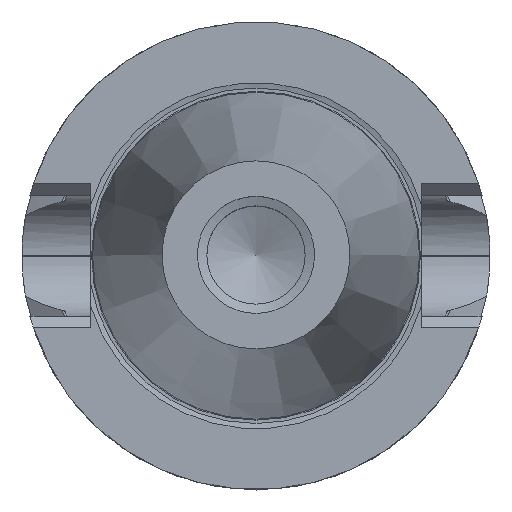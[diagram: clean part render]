
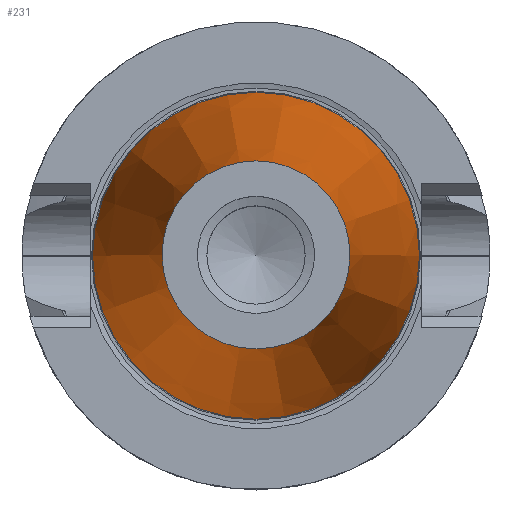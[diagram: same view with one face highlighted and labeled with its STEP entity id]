
A CAD part, top view. The second image highlights one B-rep face of the part: STEP entity #231.
In plain terms, the highlighted conical face has half-angle 8.298 degrees and reference radius 20.078 mm.
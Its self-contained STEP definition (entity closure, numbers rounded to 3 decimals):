
#215=CONICAL_SURFACE('',#940,20.078,8.298);
#231=ADVANCED_FACE('',(#306,#307),#215,.T.);
#306=FACE_BOUND('',#352,.T.);
#307=FACE_BOUND('',#353,.T.);
#352=EDGE_LOOP('',(#430));
#353=EDGE_LOOP('',(#431));
#430=ORIENTED_EDGE('',*,*,#750,.T.);
#431=ORIENTED_EDGE('',*,*,#748,.F.);
#661=VERTEX_POINT('',#1313);
#663=VERTEX_POINT('',#1319);
#748=EDGE_CURVE('',#661,#661,#866,.T.);
#750=EDGE_CURVE('',#663,#663,#868,.T.);
#866=CIRCLE('',#934,34.925);
#868=CIRCLE('',#938,20.078);
#934=AXIS2_PLACEMENT_3D('',#1312,#1051,#1052);
#938=AXIS2_PLACEMENT_3D('',#1318,#1059,#1060);
#940=AXIS2_PLACEMENT_3D('',#1321,#1063,#1064);
#1051=DIRECTION('',(0.,0.,-1.));
#1052=DIRECTION('',(-1.,0.,0.));
#1059=DIRECTION('',(0.,0.,-1.));
#1060=DIRECTION('',(-1.,0.,0.));
#1063=DIRECTION('',(0.,0.,-1.));
#1064=DIRECTION('',(-1.,0.,0.));
#1312=CARTESIAN_POINT('',(0.,0.,0.));
#1313=CARTESIAN_POINT('',(-34.925,0.,0.));
#1318=CARTESIAN_POINT('',(0.,0.,101.8));
#1319=CARTESIAN_POINT('',(-20.078,0.,101.8));
#1321=CARTESIAN_POINT('',(0.,0.,101.8));
